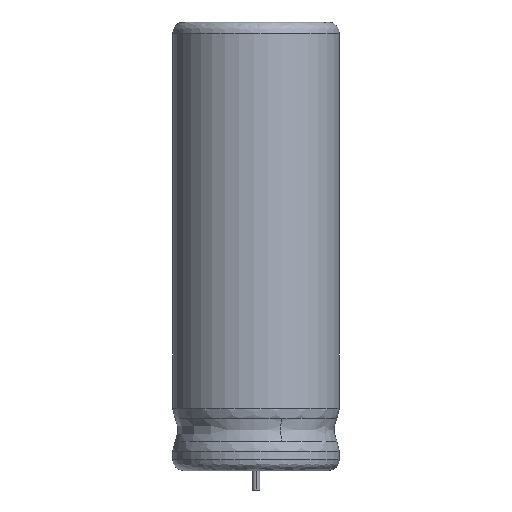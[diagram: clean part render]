
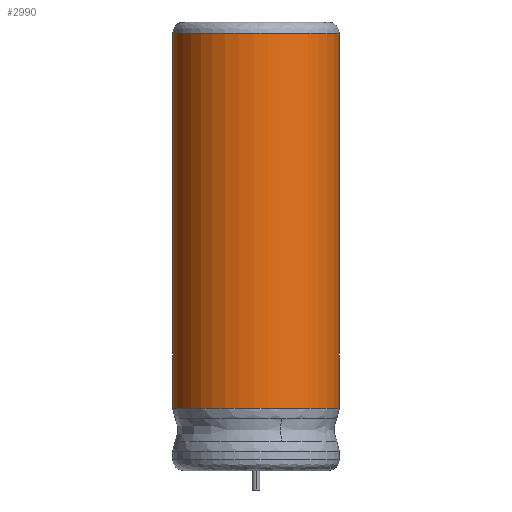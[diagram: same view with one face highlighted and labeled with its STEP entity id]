
A CAD part, left-side view. The second image highlights one B-rep face of the part: STEP entity #2990.
In plain terms, the highlighted cylindrical face has radius 6.5 mm (diameter 13 mm), a partial arc.
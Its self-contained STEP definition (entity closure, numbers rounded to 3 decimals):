
#69 = CARTESIAN_POINT ( 'NONE',  ( 6.108, -2.223, 6.646 ) ) ;
#162 = CARTESIAN_POINT ( 'NONE',  ( 0., 0., -7.779 ) ) ;
#215 = DIRECTION ( 'NONE',  ( 0., 0., 1. ) ) ;
#287 = VERTEX_POINT ( 'NONE', #2457 ) ;
#407 = CYLINDRICAL_SURFACE ( 'NONE', #939, 6.5 ) ;
#557 = CIRCLE ( 'NONE', #2864, 6.5 ) ;
#590 = EDGE_CURVE ( 'NONE', #2012, #1085, #2059, .T. ) ;
#871 = LINE ( 'NONE', #3851, #1310 ) ;
#874 = DIRECTION ( 'NONE',  ( 1., 0., 0. ) ) ;
#893 = DIRECTION ( 'NONE',  ( 0., 0., -1. ) ) ;
#939 = AXIS2_PLACEMENT_3D ( 'NONE', #162, #2600, #1963 ) ;
#1085 = VERTEX_POINT ( 'NONE', #69 ) ;
#1238 = EDGE_LOOP ( 'NONE', ( #1707, #1276, #3032, #1588 ) ) ;
#1276 = ORIENTED_EDGE ( 'NONE', *, *, #2048, .T. ) ;
#1310 = VECTOR ( 'NONE', #2341, 1000. ) ;
#1588 = ORIENTED_EDGE ( 'NONE', *, *, #590, .T. ) ;
#1707 = ORIENTED_EDGE ( 'NONE', *, *, #2717, .T. ) ;
#1755 = CARTESIAN_POINT ( 'NONE',  ( 6.108, -2.223, -7.779 ) ) ;
#1963 = DIRECTION ( 'NONE',  ( 1., 0., 0. ) ) ;
#1978 = CARTESIAN_POINT ( 'NONE',  ( 6.108, 2.223, -22.594 ) ) ;
#1985 = DIRECTION ( 'NONE',  ( 0., 0., 1. ) ) ;
#2005 = FACE_OUTER_BOUND ( 'NONE', #1238, .T. ) ;
#2012 = VERTEX_POINT ( 'NONE', #2648 ) ;
#2048 = EDGE_CURVE ( 'NONE', #287, #2573, #871, .T. ) ;
#2059 = LINE ( 'NONE', #1755, #3069 ) ;
#2341 = DIRECTION ( 'NONE',  ( 0., 0., -1. ) ) ;
#2457 = CARTESIAN_POINT ( 'NONE',  ( 6.108, 2.223, 6.646 ) ) ;
#2573 = VERTEX_POINT ( 'NONE', #1978 ) ;
#2600 = DIRECTION ( 'NONE',  ( 0., 0., 1. ) ) ;
#2601 = DIRECTION ( 'NONE',  ( 1., 0., 0. ) ) ;
#2648 = CARTESIAN_POINT ( 'NONE',  ( 6.108, -2.223, -22.594 ) ) ;
#2717 = EDGE_CURVE ( 'NONE', #1085, #287, #2855, .T. ) ;
#2855 = CIRCLE ( 'NONE', #3788, 6.5 ) ;
#2864 = AXIS2_PLACEMENT_3D ( 'NONE', #3765, #1985, #2601 ) ;
#2990 = ADVANCED_FACE ( 'NONE', ( #2005 ), #407, .T. ) ;
#3032 = ORIENTED_EDGE ( 'NONE', *, *, #3507, .T. ) ;
#3069 = VECTOR ( 'NONE', #215, 1000. ) ;
#3391 = CARTESIAN_POINT ( 'NONE',  ( 0., 0., 6.646 ) ) ;
#3507 = EDGE_CURVE ( 'NONE', #2573, #2012, #557, .T. ) ;
#3765 = CARTESIAN_POINT ( 'NONE',  ( 0., 0., -22.594 ) ) ;
#3788 = AXIS2_PLACEMENT_3D ( 'NONE', #3391, #893, #874 ) ;
#3851 = CARTESIAN_POINT ( 'NONE',  ( 6.108, 2.223, -7.779 ) ) ;
